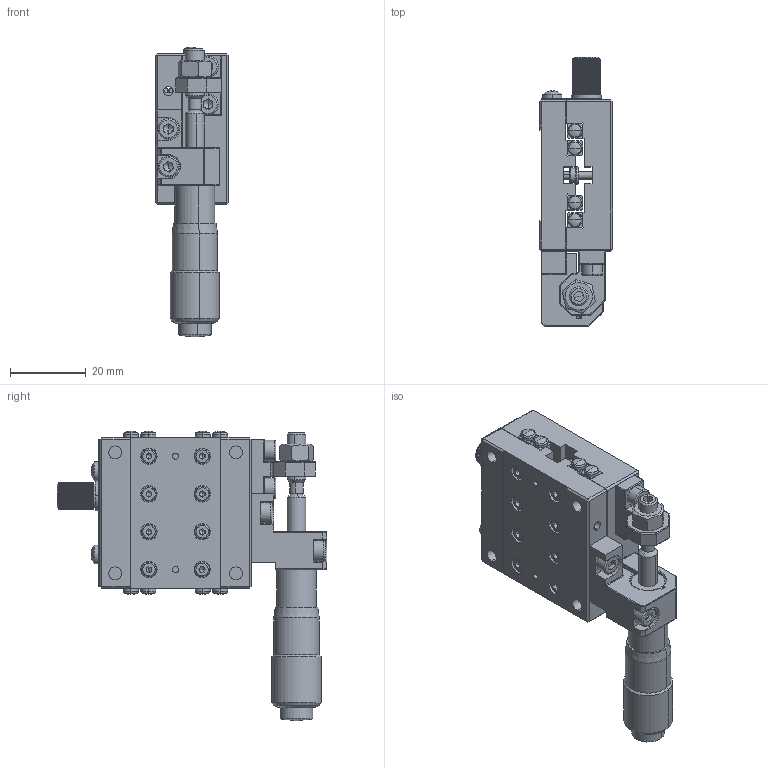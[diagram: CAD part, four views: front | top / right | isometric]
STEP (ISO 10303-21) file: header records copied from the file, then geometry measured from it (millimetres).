
FILE_DESCRIPTION (( 'STEP AP203' ), '1' );
FILE_NAME ('NFP-1461SL.step', '2019-05-08T07:15:09', ( '' ), ( '' ), 'SwSTEP 2.0', 'SolidWorks 2017', '' );
FILE_SCHEMA (( 'CONFIG_CONTROL_DESIGN' ));
Length unit declared in the file: millimetre
Products named in the file (1): NFP-1461SL
Bounding box: 19.5 x 71.3 x 76.6 mm (x, y, z)
Surface area: 19288.9 mm2 (no closed solid volume)
Topology: 0 solids, 48 shells, 1048 faces, 3539 edges, 2328 vertices
Faces by surface type: plane 500, cylinder 351, cone 92, torus 59, bspline 32, sphere 14
Entity records: 38892 total; most frequent: CARTESIAN_POINT 9306, DIRECTION 6080, ORIENTED_EDGE 5706, EDGE_CURVE 3477, VERTEX_POINT 2328, AXIS2_PLACEMENT_3D 2074, VECTOR 1932, LINE 1932
